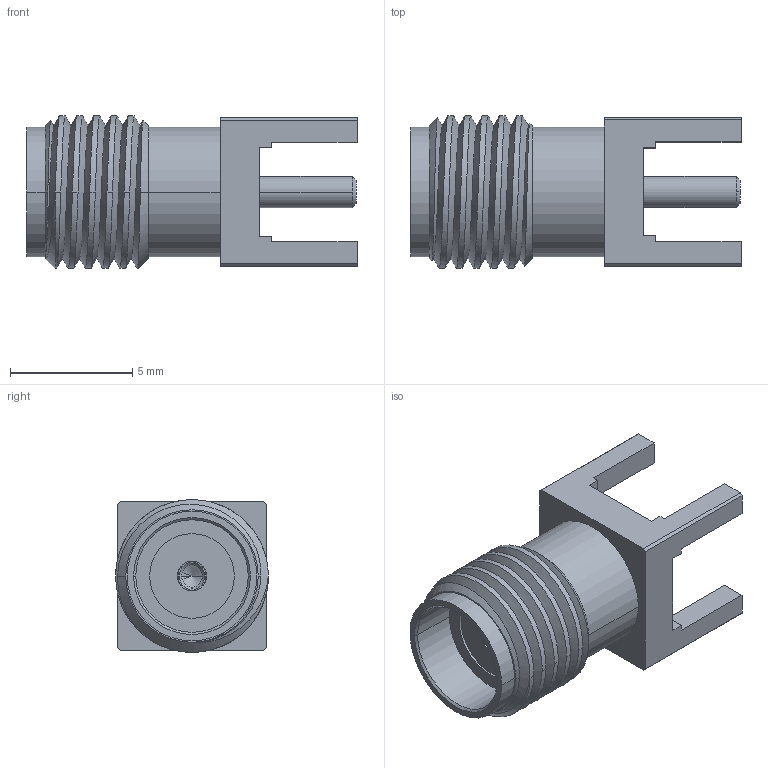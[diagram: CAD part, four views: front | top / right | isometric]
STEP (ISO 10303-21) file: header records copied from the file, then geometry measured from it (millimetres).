
FILE_DESCRIPTION (( 'STEP AP214' ), '1' );
FILE_NAME ('73391007X.STEP', '2021-05-21T13:20:29', ( '' ), ( '' ), 'SwSTEP 2.0', 'SolidWorks 2020', '' );
FILE_SCHEMA (( 'AUTOMOTIVE_DESIGN' ));
Length unit declared in the file: metre
Products named in the file (1): 73391007X
Bounding box: 13.5 x 6.24 x 6.24 mm (x, y, z)
Volume: 240.7 mm3; surface area: 432.3 mm2
Topology: 1 solids, 1 shells, 101 faces, 264 edges, 171 vertices
Faces by surface type: plane 45, cylinder 35, cone 19, bspline 2
Entity records: 5945 total; most frequent: CARTESIAN_POINT 3413, ORIENTED_EDGE 524, DIRECTION 479, EDGE_CURVE 262, VERTEX_POINT 171, AXIS2_PLACEMENT_3D 169, LINE 141, VECTOR 141
